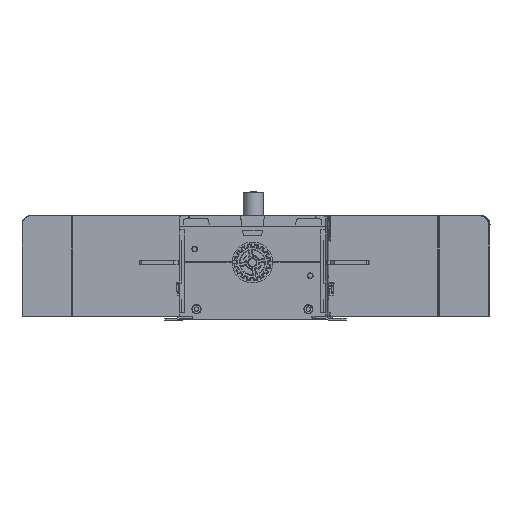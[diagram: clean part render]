
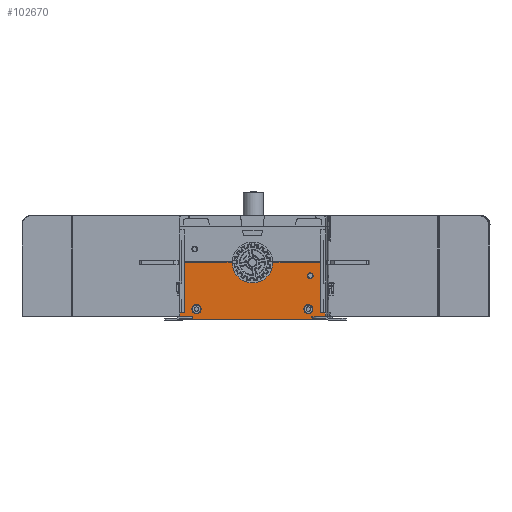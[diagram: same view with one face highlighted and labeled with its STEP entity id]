
A CAD part, front view. The second image highlights one B-rep face of the part: STEP entity #102670.
In plain terms, the highlighted planar face has unit normal (-0.024, -1, 0).
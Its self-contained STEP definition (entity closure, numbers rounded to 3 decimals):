
#28660=DIRECTION('',(0.,0.,1.));
#28661=VECTOR('',#28660,55.);
#28662=CARTESIAN_POINT('',(-340.488,-44.638,
15.989));
#28663=LINE('',#28662,#28661);
#29164=DIRECTION('',(0.,0.,-1.));
#29165=VECTOR('',#29164,55.);
#29166=CARTESIAN_POINT('',(-489.446,-41.116,
70.989));
#29167=LINE('',#29166,#29165);
#30202=DIRECTION('',(1.,-0.024,0.));
#30203=VECTOR('',#30202,14.6);
#30204=CARTESIAN_POINT('',(-494.445,-40.998,
11.989));
#30205=LINE('',#30204,#30203);
#30226=DIRECTION('',(1.,-0.024,0.));
#30227=VECTOR('',#30226,14.6);
#30228=CARTESIAN_POINT('',(-350.085,-44.412,
11.989));
#30229=LINE('',#30228,#30227);
#30632=DIRECTION('',(1.,-0.024,0.));
#30633=VECTOR('',#30632,129.8);
#30634=CARTESIAN_POINT('',(-479.849,-41.343,
8.989));
#30635=LINE('',#30634,#30633);
#31526=DIRECTION('',(0.,0.,1.));
#31527=VECTOR('',#31526,3.);
#31528=CARTESIAN_POINT('',(-350.085,-44.412,
8.989));
#31529=LINE('',#31528,#31527);
#31530=CARTESIAN_POINT('',(-414.967,-42.877,
70.989));
#31531=DIRECTION('',(-0.024,-1.,0.));
#31532=DIRECTION('',(-1.,0.024,0.));
#31533=AXIS2_PLACEMENT_3D('',#31530,#31531,#31532);
#31535=CARTESIAN_POINT('',(-475.95,-41.435,
19.989));
#31536=DIRECTION('',(-0.024,-1.,0.));
#31537=DIRECTION('',(-1.,0.024,0.));
#31538=AXIS2_PLACEMENT_3D('',#31535,#31536,#31537);
#31540=CARTESIAN_POINT('',(-475.95,-41.435,
19.989));
#31541=DIRECTION('',(-0.024,-1.,0.));
#31542=DIRECTION('',(1.,-0.024,0.));
#31543=AXIS2_PLACEMENT_3D('',#31540,#31541,#31542);
#31545=CARTESIAN_POINT('',(-353.984,-44.319,
19.989));
#31546=DIRECTION('',(-0.024,-1.,0.));
#31547=DIRECTION('',(-1.,0.024,0.));
#31548=AXIS2_PLACEMENT_3D('',#31545,#31546,#31547);
#31550=CARTESIAN_POINT('',(-353.984,-44.319,
19.989));
#31551=DIRECTION('',(-0.024,-1.,0.));
#31552=DIRECTION('',(1.,-0.024,0.));
#31553=AXIS2_PLACEMENT_3D('',#31550,#31551,#31552);
#31555=CARTESIAN_POINT('',(-351.985,-44.367,
56.489));
#31556=DIRECTION('',(-0.024,-1.,
0.));
#31557=DIRECTION('',(1.,-0.024,0.));
#31558=AXIS2_PLACEMENT_3D('',#31555,#31556,#31557);
#31560=CARTESIAN_POINT('',(-351.985,-44.367,
56.489));
#31561=DIRECTION('',(-0.024,-1.,
0.));
#31562=DIRECTION('',(-1.,0.024,0.));
#31563=AXIS2_PLACEMENT_3D('',#31560,#31561,#31562);
#31569=DIRECTION('',(0.,0.,-1.));
#31570=VECTOR('',#31569,4.);
#31571=CARTESIAN_POINT('',(-494.445,-40.998,
15.989));
#31572=LINE('',#31571,#31570);
#31590=DIRECTION('',(-1.,0.024,0.));
#31591=VECTOR('',#31590,5.);
#31592=CARTESIAN_POINT('',(-489.446,-41.116,
15.989));
#31593=LINE('',#31592,#31591);
#31663=DIRECTION('',(-1.,0.024,0.));
#31664=VECTOR('',#31663,52.25);
#31665=CARTESIAN_POINT('',(-437.211,-42.351,
70.989));
#31666=LINE('',#31665,#31664);
#31684=DIRECTION('',(-1.,0.024,0.));
#31685=VECTOR('',#31684,52.25);
#31686=CARTESIAN_POINT('',(-340.488,-44.638,
70.989));
#31687=LINE('',#31686,#31685);
#31698=DIRECTION('',(-1.,0.024,0.));
#31699=VECTOR('',#31698,5.);
#31700=CARTESIAN_POINT('',(-335.49,-44.757,
15.989));
#31701=LINE('',#31700,#31699);
#31766=DIRECTION('',(0.,0.,1.));
#31767=VECTOR('',#31766,4.);
#31768=CARTESIAN_POINT('',(-335.49,-44.757,
11.989));
#31769=LINE('',#31768,#31767);
#31774=DIRECTION('',(0.,0.,-1.));
#31775=VECTOR('',#31774,3.);
#31776=CARTESIAN_POINT('',(-479.849,-41.343,
11.989));
#31777=LINE('',#31776,#31775);
#62196=CARTESIAN_POINT('',(-479.849,-41.343,
8.989));
#62197=VERTEX_POINT('',#62196);
#62198=CARTESIAN_POINT('',(-350.085,-44.412,
8.989));
#62199=VERTEX_POINT('',#62198);
#65068=CARTESIAN_POINT('',(-437.211,-42.351,
70.989));
#65069=CARTESIAN_POINT('',(-392.724,-43.403,
70.989));
#65070=VERTEX_POINT('',#65068);
#65071=VERTEX_POINT('',#65069);
#65681=CARTESIAN_POINT('',(-335.49,-44.757,
15.989));
#65682=VERTEX_POINT('',#65681);
#65683=CARTESIAN_POINT('',(-340.488,-44.638,
15.989));
#65684=VERTEX_POINT('',#65683);
#65685=CARTESIAN_POINT('',(-335.49,-44.757,
11.989));
#65686=VERTEX_POINT('',#65685);
#65703=CARTESIAN_POINT('',(-350.085,-44.412,
11.989));
#65704=VERTEX_POINT('',#65703);
#65721=CARTESIAN_POINT('',(-494.445,-40.998,
15.989));
#65722=CARTESIAN_POINT('',(-494.445,-40.998,
11.989));
#65723=VERTEX_POINT('',#65721);
#65724=VERTEX_POINT('',#65722);
#65725=CARTESIAN_POINT('',(-489.446,-41.116,
15.989));
#65726=VERTEX_POINT('',#65725);
#65727=CARTESIAN_POINT('',(-489.446,-41.116,
70.989));
#65728=VERTEX_POINT('',#65727);
#65729=CARTESIAN_POINT('',(-340.488,-44.638,
70.989));
#65730=VERTEX_POINT('',#65729);
#65731=CARTESIAN_POINT('',(-479.849,-41.343,
11.989));
#65732=VERTEX_POINT('',#65731);
#65733=CARTESIAN_POINT('',(-480.949,-41.317,
19.989));
#65734=CARTESIAN_POINT('',(-470.952,-41.554,
19.989));
#65735=VERTEX_POINT('',#65733);
#65736=VERTEX_POINT('',#65734);
#65737=CARTESIAN_POINT('',(-358.983,-44.201,
19.989));
#65738=CARTESIAN_POINT('',(-348.986,-44.438,
19.989));
#65739=VERTEX_POINT('',#65737);
#65740=VERTEX_POINT('',#65738);
#65741=CARTESIAN_POINT('',(-348.886,-44.44,
56.489));
#65742=CARTESIAN_POINT('',(-355.084,-44.293,
56.489));
#65743=VERTEX_POINT('',#65741);
#65744=VERTEX_POINT('',#65742);
#102623=CARTESIAN_POINT('',(-414.967,-42.877,
39.989));
#102624=DIRECTION('',(0.024,1.,0.));
#102625=DIRECTION('',(1.,-0.024,0.));
#102626=AXIS2_PLACEMENT_3D('',#102623,#102624,#102625);
#102627=PLANE('',#102626);
#102629=ORIENTED_EDGE('',*,*,#102628,.F.);
#102631=ORIENTED_EDGE('',*,*,#102630,.F.);
#102632=ORIENTED_EDGE('',*,*,#99787,.F.);
#102634=ORIENTED_EDGE('',*,*,#102633,.F.);
#102636=ORIENTED_EDGE('',*,*,#102635,.T.);
#102638=ORIENTED_EDGE('',*,*,#102637,.F.);
#102639=ORIENTED_EDGE('',*,*,#99145,.F.);
#102641=ORIENTED_EDGE('',*,*,#102640,.F.);
#102643=ORIENTED_EDGE('',*,*,#102642,.F.);
#102644=ORIENTED_EDGE('',*,*,#101010,.F.);
#102645=ORIENTED_EDGE('',*,*,#102618,.F.);
#102646=ORIENTED_EDGE('',*,*,#101435,.F.);
#102648=ORIENTED_EDGE('',*,*,#102647,.F.);
#102649=ORIENTED_EDGE('',*,*,#100990,.F.);
#102650=EDGE_LOOP('',(#102629,#102631,#102632,#102634,#102636,#102638,#102639,
#102641,#102643,#102644,#102645,#102646,#102648,#102649));
#102651=FACE_OUTER_BOUND('',#102650,.F.);
#102653=ORIENTED_EDGE('',*,*,#102652,.T.);
#102655=ORIENTED_EDGE('',*,*,#102654,.T.);
#102656=EDGE_LOOP('',(#102653,#102655));
#102657=FACE_BOUND('',#102656,.F.);
#102659=ORIENTED_EDGE('',*,*,#102658,.T.);
#102661=ORIENTED_EDGE('',*,*,#102660,.T.);
#102662=EDGE_LOOP('',(#102659,#102661));
#102663=FACE_BOUND('',#102662,.F.);
#102665=ORIENTED_EDGE('',*,*,#102664,.T.);
#102667=ORIENTED_EDGE('',*,*,#102666,.T.);
#102668=EDGE_LOOP('',(#102665,#102667));
#102669=FACE_BOUND('',#102668,.F.);
#31534=CIRCLE('',#31533,22.25);
#31539=CIRCLE('',#31538,5.);
#31544=CIRCLE('',#31543,5.);
#31549=CIRCLE('',#31548,5.);
#31554=CIRCLE('',#31553,5.);
#31559=CIRCLE('',#31558,3.1);
#31564=CIRCLE('',#31563,3.1);
#99145=EDGE_CURVE('',#65684,#65730,#28663,.T.);
#99787=EDGE_CURVE('',#65728,#65726,#29167,.T.);
#100990=EDGE_CURVE('',#65724,#65732,#30205,.T.);
#101010=EDGE_CURVE('',#65704,#65686,#30229,.T.);
#101435=EDGE_CURVE('',#62197,#62199,#30635,.T.);
#102618=EDGE_CURVE('',#62199,#65704,#31529,.T.);
#102628=EDGE_CURVE('',#65723,#65724,#31572,.T.);
#102630=EDGE_CURVE('',#65726,#65723,#31593,.T.);
#102633=EDGE_CURVE('',#65070,#65728,#31666,.T.);
#102635=EDGE_CURVE('',#65070,#65071,#31534,.T.);
#102637=EDGE_CURVE('',#65730,#65071,#31687,.T.);
#102640=EDGE_CURVE('',#65682,#65684,#31701,.T.);
#102642=EDGE_CURVE('',#65686,#65682,#31769,.T.);
#102647=EDGE_CURVE('',#65732,#62197,#31777,.T.);
#102652=EDGE_CURVE('',#65735,#65736,#31539,.T.);
#102654=EDGE_CURVE('',#65736,#65735,#31544,.T.);
#102658=EDGE_CURVE('',#65739,#65740,#31549,.T.);
#102660=EDGE_CURVE('',#65740,#65739,#31554,.T.);
#102664=EDGE_CURVE('',#65743,#65744,#31559,.T.);
#102666=EDGE_CURVE('',#65744,#65743,#31564,.T.);
#102670=ADVANCED_FACE('',(#102651,#102657,#102663,#102669),#102627,.F.);
